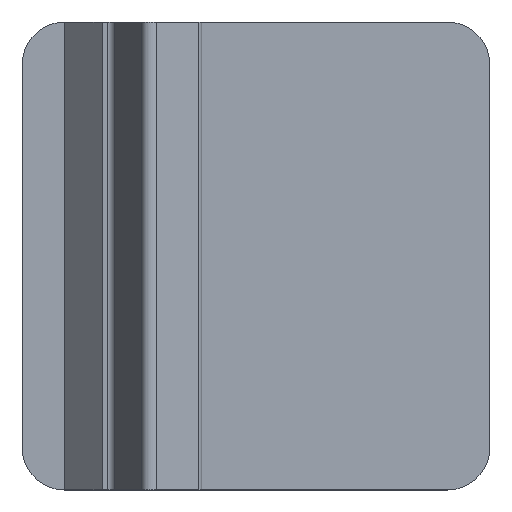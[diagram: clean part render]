
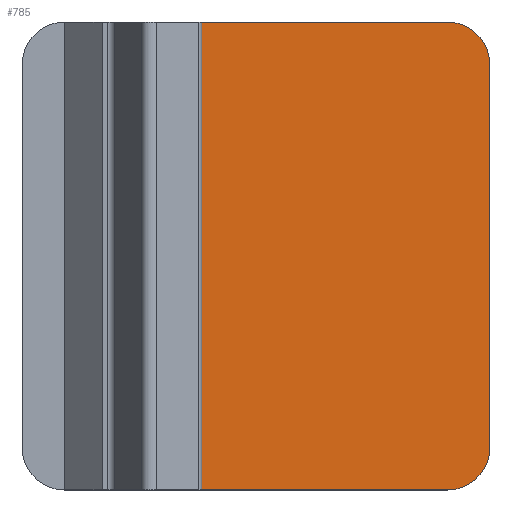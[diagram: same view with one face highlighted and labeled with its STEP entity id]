
A CAD part, top view. The second image highlights one B-rep face of the part: STEP entity #785.
In plain terms, the highlighted planar face has unit normal (0, 0, 1).
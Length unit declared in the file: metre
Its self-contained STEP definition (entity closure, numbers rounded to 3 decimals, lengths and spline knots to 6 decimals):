
#28=CIRCLE('',#860,0.00375);
#29=CIRCLE('',#861,0.00375);
#136=ORIENTED_EDGE('',*,*,#320,.F.);
#137=ORIENTED_EDGE('',*,*,#322,.F.);
#138=ORIENTED_EDGE('',*,*,#332,.F.);
#139=ORIENTED_EDGE('',*,*,#333,.F.);
#140=ORIENTED_EDGE('',*,*,#334,.F.);
#141=ORIENTED_EDGE('',*,*,#327,.F.);
#320=EDGE_CURVE('',#423,#424,#491,.T.);
#322=EDGE_CURVE('',#425,#423,#493,.T.);
#327=EDGE_CURVE('',#424,#429,#498,.T.);
#332=EDGE_CURVE('',#433,#425,#28,.F.);
#333=EDGE_CURVE('',#434,#433,#503,.T.);
#334=EDGE_CURVE('',#429,#434,#29,.F.);
#423=VERTEX_POINT('',#1238);
#424=VERTEX_POINT('',#1240);
#425=VERTEX_POINT('',#1244);
#429=VERTEX_POINT('',#1254);
#433=VERTEX_POINT('',#1264);
#434=VERTEX_POINT('',#1266);
#491=LINE('',#1239,#566);
#493=LINE('',#1243,#568);
#498=LINE('',#1253,#573);
#503=LINE('',#1265,#578);
#566=VECTOR('',#983,1.);
#568=VECTOR('',#987,1.);
#573=VECTOR('',#994,1.);
#578=VECTOR('',#1003,1.);
#634=EDGE_LOOP('',(#136,#137,#138,#139,#140,#141));
#695=FACE_BOUND('',#634,.T.);
#752=PLANE('',#859);
#785=ADVANCED_FACE('',(#695),#752,.T.);
#859=AXIS2_PLACEMENT_3D('',#1262,#999,#1000);
#860=AXIS2_PLACEMENT_3D('',#1263,#1001,#1002);
#861=AXIS2_PLACEMENT_3D('',#1267,#1004,#1005);
#983=DIRECTION('',(0.,1.,0.));
#987=DIRECTION('',(-1.,0.,0.));
#994=DIRECTION('',(1.,0.,0.));
#999=DIRECTION('',(0.,0.,1.));
#1000=DIRECTION('',(1.,0.,0.));
#1001=DIRECTION('',(0.,0.,1.));
#1002=DIRECTION('',(1.,0.,0.));
#1003=DIRECTION('',(0.,-1.,0.));
#1004=DIRECTION('',(0.,0.,1.));
#1005=DIRECTION('',(1.,0.,0.));
#1238=CARTESIAN_POINT('',(0.010573,0.,0.007));
#1239=CARTESIAN_POINT('',(0.010573,0.,0.007));
#1240=CARTESIAN_POINT('',(0.010573,0.0415,0.007));
#1243=CARTESIAN_POINT('',(-0.00025,0.,0.007));
#1244=CARTESIAN_POINT('',(0.03775,0.,0.007));
#1253=CARTESIAN_POINT('',(-0.00025,0.0415,0.007));
#1254=CARTESIAN_POINT('',(0.03775,0.0415,0.007));
#1262=CARTESIAN_POINT('',(-0.00025,-0.00025,0.007));
#1263=CARTESIAN_POINT('',(0.03775,0.00375,0.007));
#1264=CARTESIAN_POINT('',(0.0415,0.00375,0.007));
#1265=CARTESIAN_POINT('',(0.0415,-0.00025,0.007));
#1266=CARTESIAN_POINT('',(0.0415,0.03775,0.007));
#1267=CARTESIAN_POINT('',(0.03775,0.03775,0.007));
